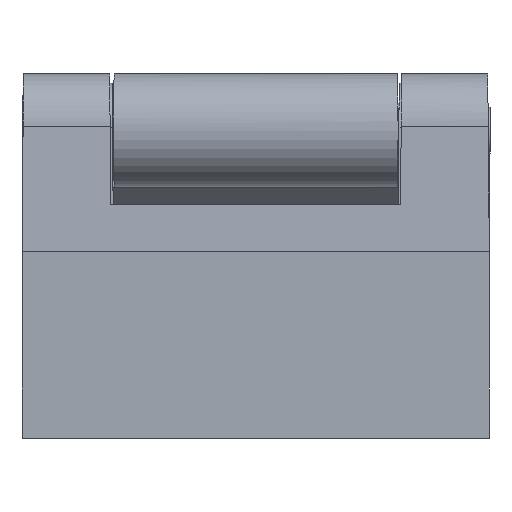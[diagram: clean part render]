
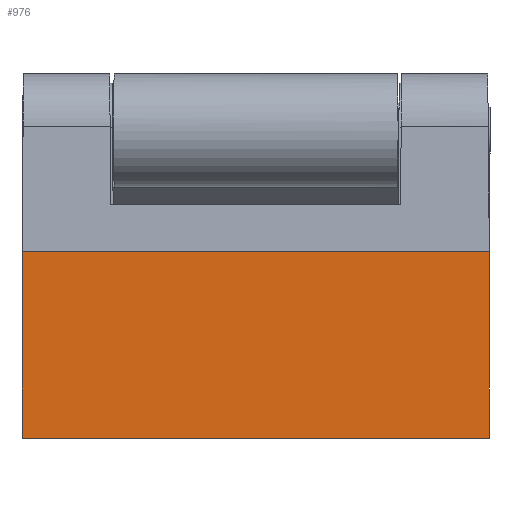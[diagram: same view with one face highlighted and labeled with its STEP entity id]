
A CAD part, left-side view. The second image highlights one B-rep face of the part: STEP entity #976.
In plain terms, the highlighted planar face has unit normal (-1, 0, 0).
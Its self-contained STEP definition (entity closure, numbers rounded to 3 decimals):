
#20 = EDGE_LOOP ( 'NONE', ( #6588, #11576, #8914, #8094 ) ) ;
#70 = LINE ( 'NONE', #7884, #8835 ) ;
#481 = VERTEX_POINT ( 'NONE', #6640 ) ;
#701 = DIRECTION ( 'NONE',  ( 0., 1., 0. ) ) ;
#846 = FACE_OUTER_BOUND ( 'NONE', #20, .T. ) ;
#976 = ADVANCED_FACE ( 'NONE', ( #846 ), #6945, .F. ) ;
#1821 = CARTESIAN_POINT ( 'NONE',  ( -7., -25., 0. ) ) ;
#2267 = CARTESIAN_POINT ( 'NONE',  ( -7., -25., -20. ) ) ;
#2499 = LINE ( 'NONE', #10502, #12157 ) ;
#2632 = DIRECTION ( 'NONE',  ( 0., 0., 1. ) ) ;
#2878 = DIRECTION ( 'NONE',  ( 1., 0., 0. ) ) ;
#4131 = DIRECTION ( 'NONE',  ( 0., 0., 1. ) ) ;
#5195 = CARTESIAN_POINT ( 'NONE',  ( -7., -25., -5. ) ) ;
#6105 = VERTEX_POINT ( 'NONE', #2267 ) ;
#6588 = ORIENTED_EDGE ( 'NONE', *, *, #12686, .T. ) ;
#6640 = CARTESIAN_POINT ( 'NONE',  ( -7., -25., 0. ) ) ;
#6808 = LINE ( 'NONE', #1821, #9094 ) ;
#6945 = PLANE ( 'NONE',  #9825 ) ;
#7005 = CARTESIAN_POINT ( 'NONE',  ( -7., -25., -5. ) ) ;
#7030 = DIRECTION ( 'NONE',  ( 0., 1., 0. ) ) ;
#7884 = CARTESIAN_POINT ( 'NONE',  ( -7., -25., -20. ) ) ;
#8094 = ORIENTED_EDGE ( 'NONE', *, *, #8286, .T. ) ;
#8121 = EDGE_CURVE ( 'NONE', #6105, #9914, #70, .T. ) ;
#8205 = CARTESIAN_POINT ( 'NONE',  ( -7., 25., 0. ) ) ;
#8216 = LINE ( 'NONE', #5195, #12777 ) ;
#8286 = EDGE_CURVE ( 'NONE', #6105, #481, #8216, .T. ) ;
#8470 = EDGE_CURVE ( 'NONE', #9914, #9975, #2499, .T. ) ;
#8835 = VECTOR ( 'NONE', #7030, 1000. ) ;
#8914 = ORIENTED_EDGE ( 'NONE', *, *, #8121, .F. ) ;
#9094 = VECTOR ( 'NONE', #701, 1000. ) ;
#9825 = AXIS2_PLACEMENT_3D ( 'NONE', #7005, #2878, #10032 ) ;
#9914 = VERTEX_POINT ( 'NONE', #10945 ) ;
#9975 = VERTEX_POINT ( 'NONE', #8205 ) ;
#10032 = DIRECTION ( 'NONE',  ( 0., 1., 0. ) ) ;
#10502 = CARTESIAN_POINT ( 'NONE',  ( -7., 25., -5. ) ) ;
#10945 = CARTESIAN_POINT ( 'NONE',  ( -7., 25., -20. ) ) ;
#11576 = ORIENTED_EDGE ( 'NONE', *, *, #8470, .F. ) ;
#12157 = VECTOR ( 'NONE', #2632, 1000. ) ;
#12686 = EDGE_CURVE ( 'NONE', #481, #9975, #6808, .T. ) ;
#12777 = VECTOR ( 'NONE', #4131, 1000. ) ;
